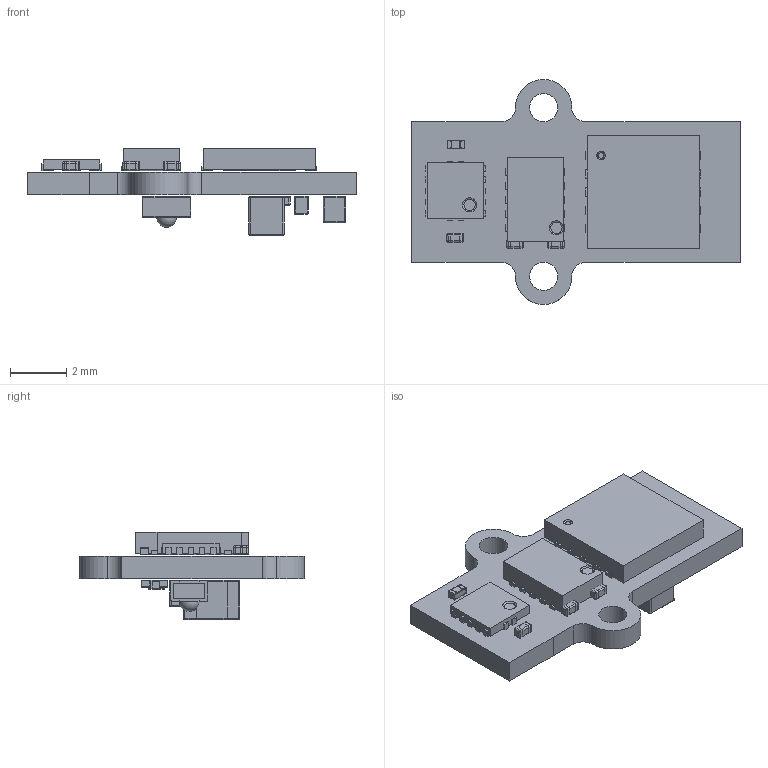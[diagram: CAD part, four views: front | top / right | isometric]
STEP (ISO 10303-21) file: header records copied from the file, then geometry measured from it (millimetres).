
FILE_DESCRIPTION(('KiCad electronic assembly'),'2;1');
FILE_NAME('LED-board.step','2020-05-29T11:14:50',('An Author'),( 'A Company'),'Open CASCADE STEP processor 6.9', 'KiCad to STEP converter','Unknown');
FILE_SCHEMA(('AUTOMOTIVE_DESIGN { 1 0 10303 214 1 1 1 1 }'));
Length unit declared in the file: millimetre
Products named in the file (20): Open CASCADE STEP translator 6.9 1; SON11P65_400X400X80L40X30T315X255; COMPOUND; R_0201_0603Metric_ERJ_L; C_0603_1608Metric_L; C_0201_0603Metric_L; C_0805_2012Metric_L; QFN_14_P40_200X200X40L40X20L; SON_11_P50_300X200X80L40X25T239X64L; LED_LXZ1_PR01_L; C_0402_1005Metric_L
Assembly tree (24 placements, depth 3):
  Open CASCADE STEP translator 6.9 1
    SON11P65_400X400X80L40X30T315X255
      COMPOUND
    R_0201_0603Metric_ERJ_L  x3
      COMPOUND
    C_0603_1608Metric_L
      COMPOUND
    C_0201_0603Metric_L  x4
      COMPOUND
    C_0805_2012Metric_L
      COMPOUND
    QFN_14_P40_200X200X40L40X20L
      COMPOUND
    SON_11_P50_300X200X80L40X25T239X64L
      COMPOUND
    LED_LXZ1_PR01_L
      COMPOUND
    C_0402_1005Metric_L
      COMPOUND
    COMPOUND
Bounding box: 11.7 x 8 x 3.1 mm (x, y, z)
Volume: 75.5 mm3; surface area: 332.6 mm2
Topology: 78 solids, 78 shells, 969 faces, 2212 edges, 1320 vertices
Faces by surface type: plane 586, cylinder 296, sphere 81, torus 6
Full cylindrical faces by diameter (mm): 1 x2
Entity records: 46191 total; most frequent: CARTESIAN_POINT 9751, DIRECTION 5969, LINE 3833, VECTOR 3833, ORIENTED_EDGE 2998, PCURVE 2998, DEFINITIONAL_REPRESENTATION 2998, EDGE_CURVE 1499
